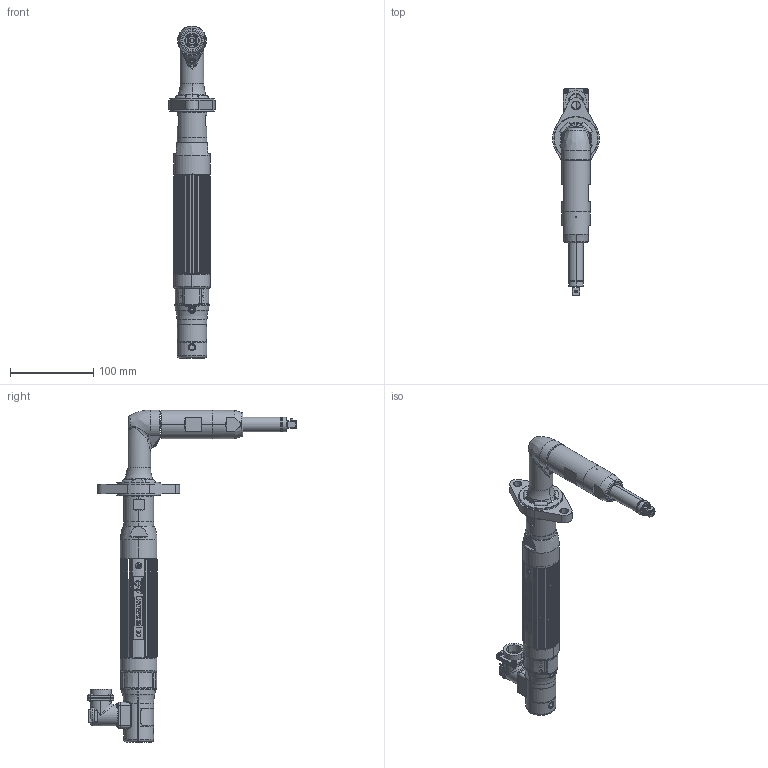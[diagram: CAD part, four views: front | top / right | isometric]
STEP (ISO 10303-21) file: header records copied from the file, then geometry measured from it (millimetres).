
FILE_DESCRIPTION((''),'2;1');
FILE_NAME('EB33MA18F2-35','2021-02-15T16:26:25',('SXD1216'),(''),'CREO PARAMETRIC BY PTC INC, 2017380','CREO PARAMETRIC BY PTC INC, 2017380','');
FILE_SCHEMA(('CONFIG_CONTROL_DESIGN'));
Length unit declared in the file: inch
Products named in the file (1): EB33MA18F2-35
Bounding box: 56.36 x 250.82 x 399.94 mm (x, y, z)
Surface area: 123680 mm2 (no closed solid volume)
Topology: 0 solids, 143 shells, 667 faces, 3614 edges, 2998 vertices
Faces by surface type: cylinder 264, plane 218, bspline 79, torus 56, cone 48, extrusion 2
Entity records: 47109 total; most frequent: CARTESIAN_POINT 20680, DIRECTION 4989, ORIENTED_EDGE 4720, EDGE_CURVE 3614, VERTEX_POINT 2998, VECTOR 1927, LINE 1925, AXIS2_PLACEMENT_3D 1531
